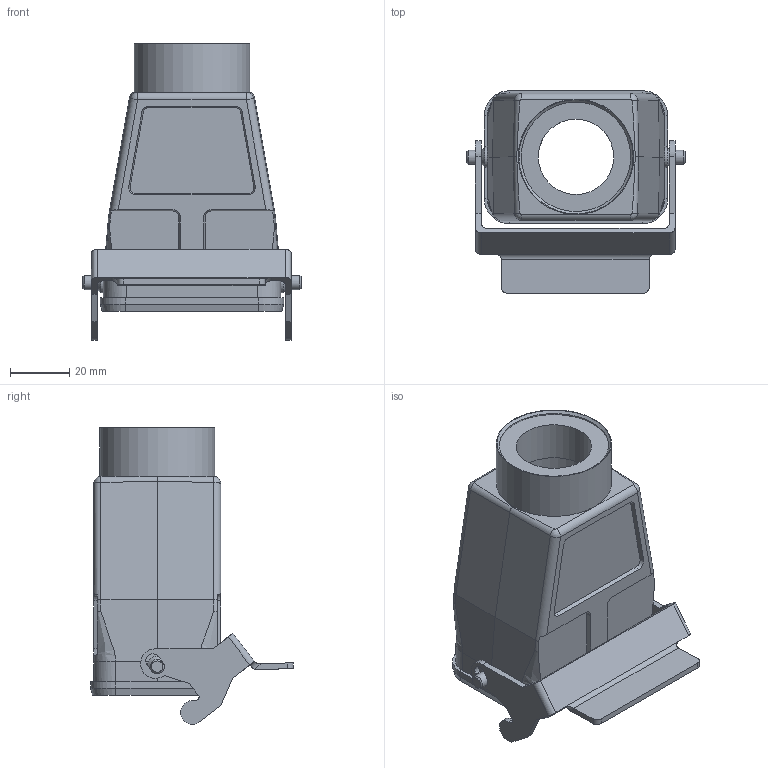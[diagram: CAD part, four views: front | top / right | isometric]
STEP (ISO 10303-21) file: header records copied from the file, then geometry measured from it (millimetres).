
FILE_DESCRIPTION((''),'2;1');
FILE_NAME('04300060761.stp','2020-07-07T15:25:49',('e.eickhoff'),(''),'Autodesk Inventor 2012','Autodesk Inventor 2012','');
FILE_SCHEMA(('AUTOMOTIVE_DESIGN { 1 0 10303 214 1 1 1 1 }'));
Length unit declared in the file: millimetre
Products named in the file (4): 04300060761; Metallbügel 1; M25-PG29 Adapter
Assembly tree (3 placements, depth 2):
  04300060761
    04300060761
    Metallbügel 1
    M25-PG29 Adapter
Bounding box: 74 x 68.5 x 100.32 mm (x, y, z)
Volume: 65800.3 mm3; surface area: 44218 mm2
Topology: 3 solids, 4 shells, 414 faces, 1070 edges, 687 vertices
Faces by surface type: plane 245, cylinder 107, cone 33, bspline 17, torus 8, sphere 4
Full cylindrical faces by diameter (mm): 3 x4, 4 x2, 4.8 x2, 7 x2, 25.5 x1, 32 x1, 35 x1, 35.48 x1, 37 x1, 37.5 x1, 39 x1
Entity records: 13831 total; most frequent: CARTESIAN_POINT 3388, ORIENTED_EDGE 2050, DIRECTION 2048, EDGE_CURVE 1025, AXIS2_PLACEMENT_3D 698, VERTEX_POINT 672, VECTOR 652, LINE 652
